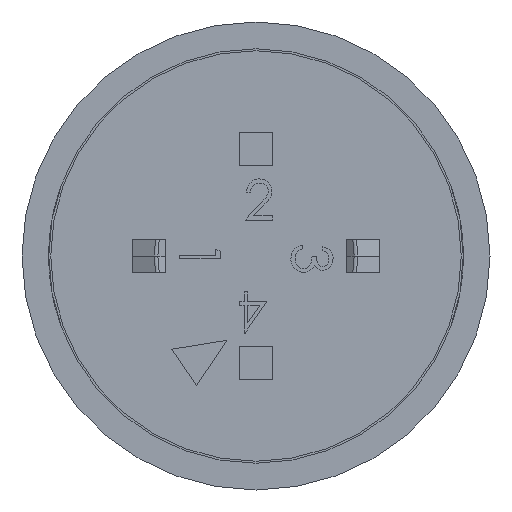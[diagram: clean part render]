
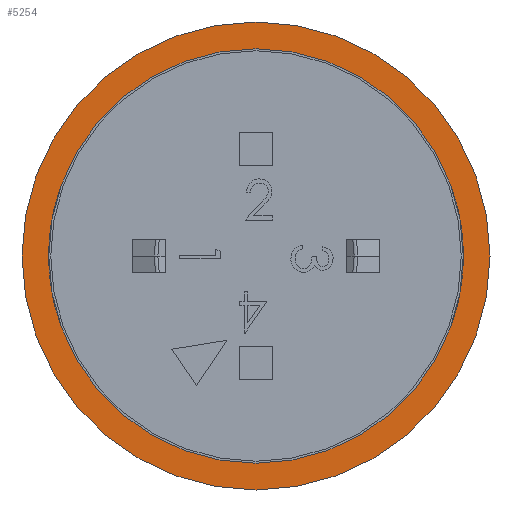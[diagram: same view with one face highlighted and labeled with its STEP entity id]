
A CAD part, front view. The second image highlights one B-rep face of the part: STEP entity #5254.
In plain terms, the highlighted planar face has unit normal (0, -1, 0).
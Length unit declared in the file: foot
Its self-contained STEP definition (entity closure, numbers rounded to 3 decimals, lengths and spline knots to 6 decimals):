
#86 = EDGE_CURVE ( 'NONE', #1151, #6340, #5630, .T. ) ;
#654 = DIRECTION ( 'NONE',  ( 0., 1., 0. ) ) ;
#711 = DIRECTION ( 'NONE',  ( 0., 1., 0. ) ) ;
#786 = FACE_OUTER_BOUND ( 'NONE', #4754, .T. ) ;
#867 = DIRECTION ( 'NONE',  ( 0., 0., 1. ) ) ;
#882 = EDGE_CURVE ( 'NONE', #7015, #2680, #2738, .T. ) ;
#1042 = CARTESIAN_POINT ( 'NONE',  ( 0., -0.0025, -0.014583 ) ) ;
#1151 = VERTEX_POINT ( 'NONE', #2455 ) ;
#1334 = CARTESIAN_POINT ( 'NONE',  ( 0., -0.0025, 0. ) ) ;
#1478 = CIRCLE ( 'NONE', #7566, 0.014583 ) ;
#1503 = EDGE_LOOP ( 'NONE', ( #4645, #2139 ) ) ;
#1973 = PLANE ( 'NONE',  #3030 ) ;
#2139 = ORIENTED_EDGE ( 'NONE', *, *, #6860, .T. ) ;
#2312 = DIRECTION ( 'NONE',  ( 0., 1., 0. ) ) ;
#2455 = CARTESIAN_POINT ( 'NONE',  ( 0., -0.0025, 0.012917 ) ) ;
#2522 = DIRECTION ( 'NONE',  ( 0., 0., 1. ) ) ;
#2680 = VERTEX_POINT ( 'NONE', #7464 ) ;
#2738 = CIRCLE ( 'NONE', #4933, 0.014583 ) ;
#2972 = CARTESIAN_POINT ( 'NONE',  ( 0., -0.0025, 0. ) ) ;
#3030 = AXIS2_PLACEMENT_3D ( 'NONE', #1334, #3952, #5714 ) ;
#3054 = CARTESIAN_POINT ( 'NONE',  ( 0., -0.0025, 0. ) ) ;
#3706 = DIRECTION ( 'NONE',  ( 0., 0., 1. ) ) ;
#3936 = EDGE_CURVE ( 'NONE', #2680, #7015, #1478, .T. ) ;
#3952 = DIRECTION ( 'NONE',  ( 0., 1., 0. ) ) ;
#4645 = ORIENTED_EDGE ( 'NONE', *, *, #86, .T. ) ;
#4754 = EDGE_LOOP ( 'NONE', ( #7287, #4807 ) ) ;
#4807 = ORIENTED_EDGE ( 'NONE', *, *, #882, .F. ) ;
#4933 = AXIS2_PLACEMENT_3D ( 'NONE', #5502, #711, #3706 ) ;
#5254 = ADVANCED_FACE ( 'NONE', ( #786, #5383 ), #1973, .F. ) ;
#5383 = FACE_BOUND ( 'NONE', #1503, .T. ) ;
#5409 = DIRECTION ( 'NONE',  ( 0., 1., 0. ) ) ;
#5423 = CIRCLE ( 'NONE', #5844, 0.012917 ) ;
#5444 = CARTESIAN_POINT ( 'NONE',  ( 0., -0.0025, 0. ) ) ;
#5502 = CARTESIAN_POINT ( 'NONE',  ( 0., -0.0025, 0. ) ) ;
#5630 = CIRCLE ( 'NONE', #6960, 0.012917 ) ;
#5714 = DIRECTION ( 'NONE',  ( 0., 0., 1. ) ) ;
#5844 = AXIS2_PLACEMENT_3D ( 'NONE', #3054, #2312, #6474 ) ;
#6233 = CARTESIAN_POINT ( 'NONE',  ( 0., -0.0025, -0.012917 ) ) ;
#6340 = VERTEX_POINT ( 'NONE', #6233 ) ;
#6474 = DIRECTION ( 'NONE',  ( 0., 0., 1. ) ) ;
#6860 = EDGE_CURVE ( 'NONE', #6340, #1151, #5423, .T. ) ;
#6960 = AXIS2_PLACEMENT_3D ( 'NONE', #2972, #5409, #2522 ) ;
#7015 = VERTEX_POINT ( 'NONE', #1042 ) ;
#7287 = ORIENTED_EDGE ( 'NONE', *, *, #3936, .F. ) ;
#7464 = CARTESIAN_POINT ( 'NONE',  ( 0., -0.0025, 0.014583 ) ) ;
#7566 = AXIS2_PLACEMENT_3D ( 'NONE', #5444, #654, #867 ) ;
